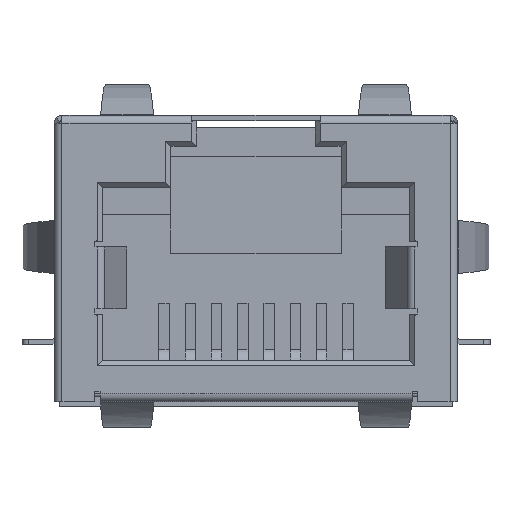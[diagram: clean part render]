
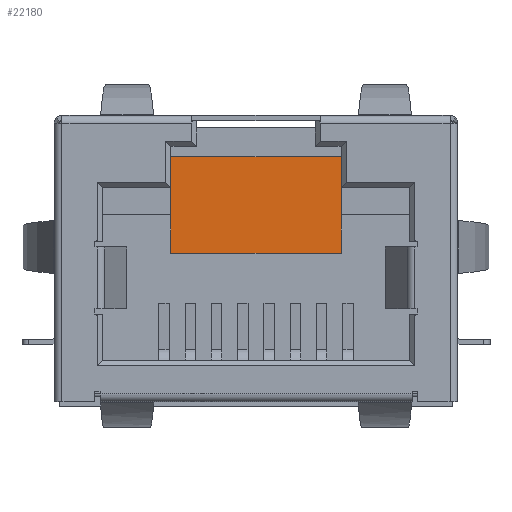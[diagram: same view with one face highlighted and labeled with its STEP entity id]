
A CAD part, front view. The second image highlights one B-rep face of the part: STEP entity #22180.
In plain terms, the highlighted planar face has unit normal (0, -1, 0).
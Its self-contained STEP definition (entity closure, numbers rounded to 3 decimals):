
#2389=ORIENTED_EDGE('',*,*,#6738,.F.);
#2390=ORIENTED_EDGE('',*,*,#6739,.T.);
#2391=ORIENTED_EDGE('',*,*,#6740,.T.);
#2392=ORIENTED_EDGE('',*,*,#6741,.T.);
#6738=EDGE_CURVE('',#8888,#8889,#10587,.T.);
#6739=EDGE_CURVE('',#8888,#8890,#10588,.T.);
#6740=EDGE_CURVE('',#8890,#8891,#10589,.T.);
#6741=EDGE_CURVE('',#8891,#8889,#10590,.T.);
#8888=VERTEX_POINT('',#30223);
#8889=VERTEX_POINT('',#30224);
#8890=VERTEX_POINT('',#30226);
#8891=VERTEX_POINT('',#30228);
#10587=LINE('',#30222,#12368);
#10588=LINE('',#30225,#12369);
#10589=LINE('',#30227,#12370);
#10590=LINE('',#30229,#12371);
#12368=VECTOR('',#25684,1000.);
#12369=VECTOR('',#25685,1000.);
#12370=VECTOR('',#25686,1000.);
#12371=VECTOR('',#25687,1000.);
#13643=EDGE_LOOP('',(#2389,#2390,#2391,#2392));
#14566=FACE_BOUND('',#13643,.T.);
#15427=PLANE('',#23201);
#22180=ADVANCED_FACE('',(#14566),#15427,.T.);
#23201=AXIS2_PLACEMENT_3D('',#30221,#25682,#25683);
#25682=DIRECTION('',(0.,-1.,0.));
#25683=DIRECTION('',(0.,0.,-1.));
#25684=DIRECTION('',(-1.,0.,0.));
#25685=DIRECTION('',(0.,0.,1.));
#25686=DIRECTION('',(-1.,0.,0.));
#25687=DIRECTION('',(0.,0.,-1.));
#30221=CARTESIAN_POINT('',(-3.3,1.12,-4.45));
#30222=CARTESIAN_POINT('',(-3.3,1.12,-4.05));
#30223=CARTESIAN_POINT('',(3.3,1.12,-4.05));
#30224=CARTESIAN_POINT('',(-3.3,1.12,-4.05));
#30225=CARTESIAN_POINT('',(3.3,1.12,-4.45));
#30226=CARTESIAN_POINT('',(3.3,1.12,-0.3));
#30227=CARTESIAN_POINT('',(3.3,1.12,-0.3));
#30228=CARTESIAN_POINT('',(-3.3,1.12,-0.3));
#30229=CARTESIAN_POINT('',(-3.3,1.12,-0.3));
